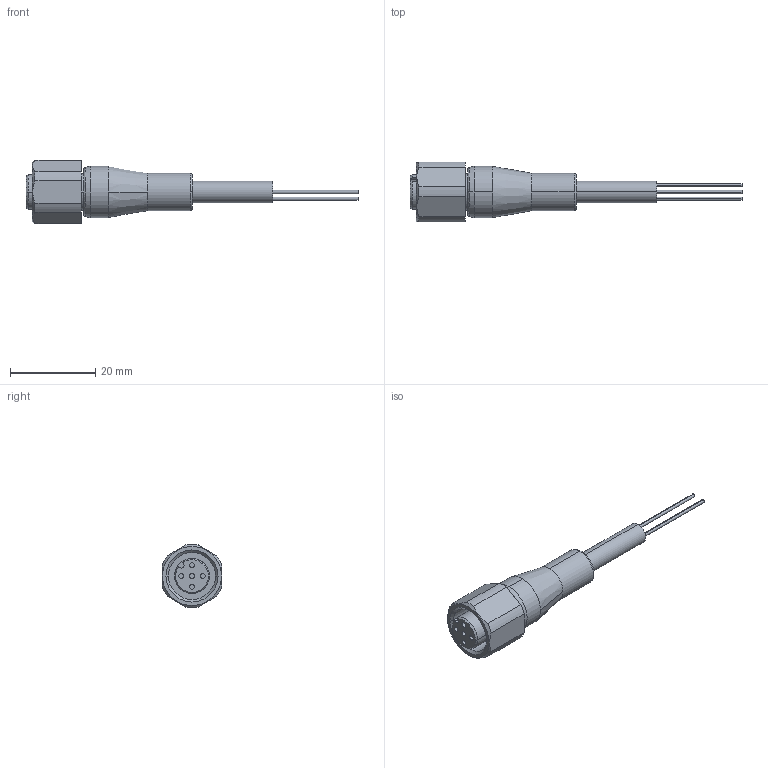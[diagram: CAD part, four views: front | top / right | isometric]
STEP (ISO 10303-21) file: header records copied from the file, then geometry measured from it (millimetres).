
FILE_DESCRIPTION (( 'STEP AP214' ), '1' );
FILE_NAME ('7024-12181-3150500.step', '2019-03-12T19:36:35', ( '' ), ( '' ), 'SwSTEP 2.0', 'SolidWorks 2018', '' );
FILE_SCHEMA (( 'AUTOMOTIVE_DESIGN' ));
Length unit declared in the file: millimetre
Products named in the file (1): 7024-12181-3150500
Bounding box: 77.8 x 14 x 14.98 mm (x, y, z)
Volume: 4106.6 mm3; surface area: 2780.6 mm2
Topology: 1 solids, 1 shells, 74 faces, 169 edges, 110 vertices
Faces by surface type: cylinder 35, plane 24, cone 11, bspline 2, torus 2
Entity records: 2204 total; most frequent: CARTESIAN_POINT 436, DIRECTION 396, ORIENTED_EDGE 338, EDGE_CURVE 169, AXIS2_PLACEMENT_3D 166, VERTEX_POINT 110, CIRCLE 93, EDGE_LOOP 87
